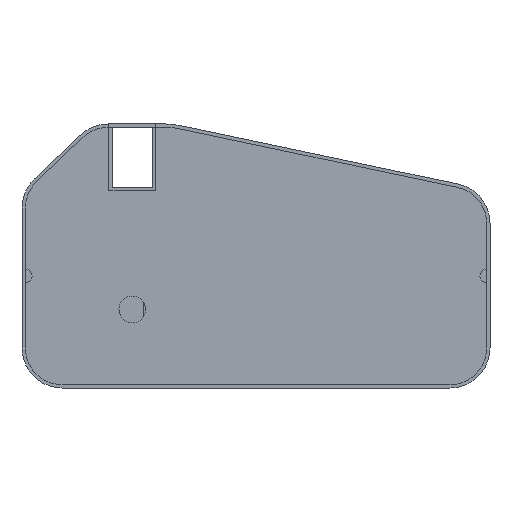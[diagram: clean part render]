
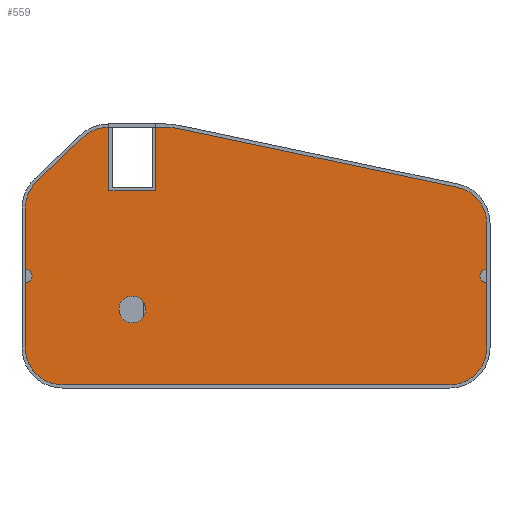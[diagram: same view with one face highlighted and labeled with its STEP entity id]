
A CAD part, front view. The second image highlights one B-rep face of the part: STEP entity #559.
In plain terms, the highlighted planar face has unit normal (0, -1, 0).
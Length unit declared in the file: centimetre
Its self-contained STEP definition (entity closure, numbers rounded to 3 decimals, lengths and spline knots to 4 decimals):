
#528=FACE_BOUND('',#1128,.T.);
#559=ADVANCED_FACE('',(#843,#528),#3993,.T.);
#843=FACE_OUTER_BOUND('',#1127,.T.);
#1127=EDGE_LOOP('',(#1476,#1477,#1478,#1479,#1480,#1481,#1482,#1483,#1484,
#1485,#1486,#1487,#1488,#1489,#1490,#1491));
#1128=EDGE_LOOP('',(#1492,#1493));
#1476=ORIENTED_EDGE('',*,*,#2732,.F.);
#1477=ORIENTED_EDGE('',*,*,#2729,.F.);
#1478=ORIENTED_EDGE('',*,*,#2726,.F.);
#1479=ORIENTED_EDGE('',*,*,#2723,.F.);
#1480=ORIENTED_EDGE('',*,*,#2720,.F.);
#1481=ORIENTED_EDGE('',*,*,#2717,.F.);
#1482=ORIENTED_EDGE('',*,*,#2714,.F.);
#1483=ORIENTED_EDGE('',*,*,#2711,.F.);
#1484=ORIENTED_EDGE('',*,*,#2708,.F.);
#1485=ORIENTED_EDGE('',*,*,#2705,.F.);
#1486=ORIENTED_EDGE('',*,*,#2702,.F.);
#1487=ORIENTED_EDGE('',*,*,#2699,.F.);
#1488=ORIENTED_EDGE('',*,*,#2696,.F.);
#1489=ORIENTED_EDGE('',*,*,#2693,.F.);
#1490=ORIENTED_EDGE('',*,*,#2690,.F.);
#1491=ORIENTED_EDGE('',*,*,#2686,.F.);
#1492=ORIENTED_EDGE('',*,*,#2738,.F.);
#1493=ORIENTED_EDGE('',*,*,#2734,.F.);
#2686=EDGE_CURVE('',#3574,#3575,#3325,.T.);
#2690=EDGE_CURVE('',#3575,#3578,#3329,.T.);
#2693=EDGE_CURVE('',#3578,#3580,#3332,.T.);
#2696=EDGE_CURVE('',#3580,#3582,#3335,.T.);
#2699=EDGE_CURVE('',#3582,#3584,#3338,.T.);
#2702=EDGE_CURVE('',#3584,#3586,#3341,.T.);
#2705=EDGE_CURVE('',#3586,#3588,#3344,.T.);
#2708=EDGE_CURVE('',#3588,#3590,#3347,.T.);
#2711=EDGE_CURVE('',#3590,#3592,#3350,.T.);
#2714=EDGE_CURVE('',#3592,#3594,#3353,.T.);
#2717=EDGE_CURVE('',#3594,#3596,#3356,.T.);
#2720=EDGE_CURVE('',#3596,#3598,#3359,.T.);
#2723=EDGE_CURVE('',#3598,#3600,#3362,.T.);
#2726=EDGE_CURVE('',#3600,#3602,#3365,.T.);
#2729=EDGE_CURVE('',#3602,#3604,#3368,.T.);
#2732=EDGE_CURVE('',#3604,#3574,#3371,.T.);
#2734=EDGE_CURVE('',#3606,#3608,#3373,.T.);
#2738=EDGE_CURVE('',#3608,#3606,#3377,.T.);
#3325=(
BOUNDED_CURVE()
B_SPLINE_CURVE(2,(#4743,#4744,#4745),.UNSPECIFIED.,.F.,.F.)
B_SPLINE_CURVE_WITH_KNOTS((3,3),(0.9,18.),.UNSPECIFIED.)
CURVE()
GEOMETRIC_REPRESENTATION_ITEM()
RATIONAL_B_SPLINE_CURVE((1.,1.,1.))
REPRESENTATION_ITEM('')
);
#3329=(
BOUNDED_CURVE()
B_SPLINE_CURVE(2,(#4753,#4754,#4755),.UNSPECIFIED.,.F.,.F.)
B_SPLINE_CURVE_WITH_KNOTS((3,3),(18.,19.),.UNSPECIFIED.)
CURVE()
GEOMETRIC_REPRESENTATION_ITEM()
RATIONAL_B_SPLINE_CURVE((1.,1.,1.))
REPRESENTATION_ITEM('')
);
#3332=(
BOUNDED_CURVE()
B_SPLINE_CURVE(2,(#4761,#4762,#4763),.UNSPECIFIED.,.F.,.F.)
B_SPLINE_CURVE_WITH_KNOTS((3,3),(19.,19.95),.UNSPECIFIED.)
CURVE()
GEOMETRIC_REPRESENTATION_ITEM()
RATIONAL_B_SPLINE_CURVE((1.,1.,1.))
REPRESENTATION_ITEM('')
);
#3335=(
BOUNDED_CURVE()
B_SPLINE_CURVE(2,(#4769,#4770,#4771),.UNSPECIFIED.,.F.,.F.)
B_SPLINE_CURVE_WITH_KNOTS((3,3),(19.95,22.8676),.UNSPECIFIED.)
CURVE()
GEOMETRIC_REPRESENTATION_ITEM()
RATIONAL_B_SPLINE_CURVE((1.,1.,1.))
REPRESENTATION_ITEM('')
);
#3338=(
BOUNDED_CURVE()
B_SPLINE_CURVE(2,(#4777,#4778,#4779),.UNSPECIFIED.,.F.,.F.)
B_SPLINE_CURVE_WITH_KNOTS((3,3),(22.8676,27.0175),
 .UNSPECIFIED.)
CURVE()
GEOMETRIC_REPRESENTATION_ITEM()
RATIONAL_B_SPLINE_CURVE((1.,0.995,1.))
REPRESENTATION_ITEM('')
);
#3341=(
BOUNDED_CURVE()
B_SPLINE_CURVE(2,(#4785,#4786,#4787),.UNSPECIFIED.,.F.,.F.)
B_SPLINE_CURVE_WITH_KNOTS((3,3),(27.0175,112.2808),
 .UNSPECIFIED.)
CURVE()
GEOMETRIC_REPRESENTATION_ITEM()
RATIONAL_B_SPLINE_CURVE((1.,1.,1.))
REPRESENTATION_ITEM('')
);
#3344=(
BOUNDED_CURVE()
B_SPLINE_CURVE(2,(#4793,#4794,#4795),.UNSPECIFIED.,.F.,.F.)
B_SPLINE_CURVE_WITH_KNOTS((3,3),(112.2808,128.6404),
 .UNSPECIFIED.)
CURVE()
GEOMETRIC_REPRESENTATION_ITEM()
RATIONAL_B_SPLINE_CURVE((1.,0.777,1.))
REPRESENTATION_ITEM('')
);
#3347=(
BOUNDED_CURVE()
B_SPLINE_CURVE(2,(#4801,#4802,#4803),.UNSPECIFIED.,.F.,.F.)
B_SPLINE_CURVE_WITH_KNOTS((3,3),(128.6404,165.9036),
 .UNSPECIFIED.)
CURVE()
GEOMETRIC_REPRESENTATION_ITEM()
RATIONAL_B_SPLINE_CURVE((1.,1.,1.))
REPRESENTATION_ITEM('')
);
#3350=(
BOUNDED_CURVE()
B_SPLINE_CURVE(2,(#4809,#4810,#4811),.UNSPECIFIED.,.F.,.F.)
B_SPLINE_CURVE_WITH_KNOTS((3,3),(165.9036,184.7532),
 .UNSPECIFIED.)
CURVE()
GEOMETRIC_REPRESENTATION_ITEM()
RATIONAL_B_SPLINE_CURVE((1.,0.707,1.))
REPRESENTATION_ITEM('')
);
#3353=(
BOUNDED_CURVE()
B_SPLINE_CURVE(2,(#4817,#4818,#4819),.UNSPECIFIED.,.F.,.F.)
B_SPLINE_CURVE_WITH_KNOTS((3,3),(184.7532,300.7532),
 .UNSPECIFIED.)
CURVE()
GEOMETRIC_REPRESENTATION_ITEM()
RATIONAL_B_SPLINE_CURVE((1.,1.,1.))
REPRESENTATION_ITEM('')
);
#3356=(
BOUNDED_CURVE()
B_SPLINE_CURVE(2,(#4825,#4826,#4827),.UNSPECIFIED.,.F.,.F.)
B_SPLINE_CURVE_WITH_KNOTS((3,3),(300.7532,319.6027),
 .UNSPECIFIED.)
CURVE()
GEOMETRIC_REPRESENTATION_ITEM()
RATIONAL_B_SPLINE_CURVE((1.,0.707,1.))
REPRESENTATION_ITEM('')
);
#3359=(
BOUNDED_CURVE()
B_SPLINE_CURVE(2,(#4833,#4834,#4835),.UNSPECIFIED.,.F.,.F.)
B_SPLINE_CURVE_WITH_KNOTS((3,3),(319.6027,361.4599),
 .UNSPECIFIED.)
CURVE()
GEOMETRIC_REPRESENTATION_ITEM()
RATIONAL_B_SPLINE_CURVE((1.,1.,1.))
REPRESENTATION_ITEM('')
);
#3362=(
BOUNDED_CURVE()
B_SPLINE_CURVE(2,(#4841,#4842,#4843),.UNSPECIFIED.,.F.,.F.)
B_SPLINE_CURVE_WITH_KNOTS((3,3),(361.4599,371.1773),
 .UNSPECIFIED.)
CURVE()
GEOMETRIC_REPRESENTATION_ITEM()
RATIONAL_B_SPLINE_CURVE((1.,0.919,1.))
REPRESENTATION_ITEM('')
);
#3365=(
BOUNDED_CURVE()
B_SPLINE_CURVE(2,(#4849,#4850,#4851),.UNSPECIFIED.,.F.,.F.)
B_SPLINE_CURVE_WITH_KNOTS((3,3),(371.1773,390.2344),
 .UNSPECIFIED.)
CURVE()
GEOMETRIC_REPRESENTATION_ITEM()
RATIONAL_B_SPLINE_CURVE((1.,1.,1.))
REPRESENTATION_ITEM('')
);
#3368=(
BOUNDED_CURVE()
B_SPLINE_CURVE(2,(#4857,#4858,#4859),.UNSPECIFIED.,.F.,.F.)
B_SPLINE_CURVE_WITH_KNOTS((3,3),(390.2344,399.3666),
 .UNSPECIFIED.)
CURVE()
GEOMETRIC_REPRESENTATION_ITEM()
RATIONAL_B_SPLINE_CURVE((1.,0.928,1.))
REPRESENTATION_ITEM('')
);
#3371=(
BOUNDED_CURVE()
B_SPLINE_CURVE(2,(#4865,#4866,#4867),.UNSPECIFIED.,.F.,.F.)
B_SPLINE_CURVE_WITH_KNOTS((3,3),(399.3666,399.5666),
 .UNSPECIFIED.)
CURVE()
GEOMETRIC_REPRESENTATION_ITEM()
RATIONAL_B_SPLINE_CURVE((1.,1.,1.))
REPRESENTATION_ITEM('')
);
#3373=(
BOUNDED_CURVE()
B_SPLINE_CURVE(2,(#4871,#4872,#4873,#4874,#4875),.UNSPECIFIED.,.F.,.F.)
B_SPLINE_CURVE_WITH_KNOTS((3,2,3),(399.5666,405.8498,412.133),
 .UNSPECIFIED.)
CURVE()
GEOMETRIC_REPRESENTATION_ITEM()
RATIONAL_B_SPLINE_CURVE((1.,0.707,1.,0.707,1.))
REPRESENTATION_ITEM('')
);
#3377=(
BOUNDED_CURVE()
B_SPLINE_CURVE(2,(#4885,#4886,#4887,#4888,#4889),.UNSPECIFIED.,.F.,.F.)
B_SPLINE_CURVE_WITH_KNOTS((3,2,3),(412.133,418.4161,424.6993),
 .UNSPECIFIED.)
CURVE()
GEOMETRIC_REPRESENTATION_ITEM()
RATIONAL_B_SPLINE_CURVE((1.,0.707,1.,0.707,1.))
REPRESENTATION_ITEM('')
);
#3574=VERTEX_POINT('',#4707);
#3575=VERTEX_POINT('',#4708);
#3578=VERTEX_POINT('',#4711);
#3580=VERTEX_POINT('',#4713);
#3582=VERTEX_POINT('',#4715);
#3584=VERTEX_POINT('',#4717);
#3586=VERTEX_POINT('',#4719);
#3588=VERTEX_POINT('',#4721);
#3590=VERTEX_POINT('',#4723);
#3592=VERTEX_POINT('',#4725);
#3594=VERTEX_POINT('',#4727);
#3596=VERTEX_POINT('',#4729);
#3598=VERTEX_POINT('',#4731);
#3600=VERTEX_POINT('',#4733);
#3602=VERTEX_POINT('',#4735);
#3604=VERTEX_POINT('',#4737);
#3606=VERTEX_POINT('',#4739);
#3608=VERTEX_POINT('',#4741);
#3993=PLANE('',#4267);
#4267=AXIS2_PLACEMENT_3D('',#4695,#4428,$);
#4428=DIRECTION('',(0.,-1.,0.));
#4695=CARTESIAN_POINT('',(2623.75,66.,130.625));
#4707=CARTESIAN_POINT('',(2666.,66.,121.));
#4708=CARTESIAN_POINT('',(2666.,66.,102.));
#4711=CARTESIAN_POINT('',(2680.,66.,102.));
#4713=CARTESIAN_POINT('',(2680.,66.,121.));
#4715=CARTESIAN_POINT('',(2682.9176,66.,121.));
#4717=CARTESIAN_POINT('',(2686.8318,66.,120.5924));
#4719=CARTESIAN_POINT('',(2770.2661,66.,103.0273));
#4721=CARTESIAN_POINT('',(2779.,66.,92.2633));
#4723=CARTESIAN_POINT('',(2779.,66.,55.));
#4725=CARTESIAN_POINT('',(2768.,66.,44.));
#4727=CARTESIAN_POINT('',(2652.,66.,44.));
#4729=CARTESIAN_POINT('',(2641.,66.,55.));
#4731=CARTESIAN_POINT('',(2641.,66.,96.8571));
#4733=CARTESIAN_POINT('',(2644.4138,66.,104.8227));
#4735=CARTESIAN_POINT('',(2658.2138,66.,117.9655));
#4737=CARTESIAN_POINT('',(2665.8,66.,121.));
#4739=CARTESIAN_POINT('',(2677.,66.,66.5));
#4741=CARTESIAN_POINT('',(2669.,66.,66.5));
#4743=CARTESIAN_POINT('',(2666.,66.,121.));
#4744=CARTESIAN_POINT('',(2666.,66.,111.5));
#4745=CARTESIAN_POINT('',(2666.,66.,102.));
#4753=CARTESIAN_POINT('',(2666.,66.,102.));
#4754=CARTESIAN_POINT('',(2673.,66.,102.));
#4755=CARTESIAN_POINT('',(2680.,66.,102.));
#4761=CARTESIAN_POINT('',(2680.,66.,102.));
#4762=CARTESIAN_POINT('',(2680.,66.,111.5));
#4763=CARTESIAN_POINT('',(2680.,66.,121.));
#4769=CARTESIAN_POINT('',(2680.,66.,121.));
#4770=CARTESIAN_POINT('',(2681.4588,66.,121.));
#4771=CARTESIAN_POINT('',(2682.9176,66.,121.));
#4777=CARTESIAN_POINT('',(2682.9176,66.,121.));
#4778=CARTESIAN_POINT('',(2684.8959,66.,121.));
#4779=CARTESIAN_POINT('',(2686.8318,66.,120.5924));
#4785=CARTESIAN_POINT('',(2686.8318,66.,120.5924));
#4786=CARTESIAN_POINT('',(2728.5489,66.,111.8099));
#4787=CARTESIAN_POINT('',(2770.2661,66.,103.0273));
#4793=CARTESIAN_POINT('',(2770.2661,66.,103.0273));
#4794=CARTESIAN_POINT('',(2779.,66.,101.1886));
#4795=CARTESIAN_POINT('',(2779.,66.,92.2633));
#4801=CARTESIAN_POINT('',(2779.,66.,92.2633));
#4802=CARTESIAN_POINT('',(2779.,66.,73.6316));
#4803=CARTESIAN_POINT('',(2779.,66.,55.));
#4809=CARTESIAN_POINT('',(2779.,66.,55.));
#4810=CARTESIAN_POINT('',(2779.,66.,44.));
#4811=CARTESIAN_POINT('',(2768.,66.,44.));
#4817=CARTESIAN_POINT('',(2768.,66.,44.));
#4818=CARTESIAN_POINT('',(2710.,66.,44.));
#4819=CARTESIAN_POINT('',(2652.,66.,44.));
#4825=CARTESIAN_POINT('',(2652.,66.,44.));
#4826=CARTESIAN_POINT('',(2641.,66.,44.));
#4827=CARTESIAN_POINT('',(2641.,66.,55.));
#4833=CARTESIAN_POINT('',(2641.,66.,55.));
#4834=CARTESIAN_POINT('',(2641.,66.,75.9286));
#4835=CARTESIAN_POINT('',(2641.,66.,96.8571));
#4841=CARTESIAN_POINT('',(2641.,66.,96.8571));
#4842=CARTESIAN_POINT('',(2641.,66.,101.5714));
#4843=CARTESIAN_POINT('',(2644.4138,66.,104.8227));
#4849=CARTESIAN_POINT('',(2644.4138,66.,104.8227));
#4850=CARTESIAN_POINT('',(2651.3138,66.,111.3941));
#4851=CARTESIAN_POINT('',(2658.2138,66.,117.9655));
#4857=CARTESIAN_POINT('',(2658.2138,66.,117.9655));
#4858=CARTESIAN_POINT('',(2661.4,66.,121.));
#4859=CARTESIAN_POINT('',(2665.8,66.,121.));
#4865=CARTESIAN_POINT('',(2665.8,66.,121.));
#4866=CARTESIAN_POINT('',(2665.9,66.,121.));
#4867=CARTESIAN_POINT('',(2666.,66.,121.));
#4871=CARTESIAN_POINT('',(2677.,66.,66.5));
#4872=CARTESIAN_POINT('',(2677.,66.,70.5));
#4873=CARTESIAN_POINT('',(2673.,66.,70.5));
#4874=CARTESIAN_POINT('',(2669.,66.,70.5));
#4875=CARTESIAN_POINT('',(2669.,66.,66.5));
#4885=CARTESIAN_POINT('',(2669.,66.,66.5));
#4886=CARTESIAN_POINT('',(2669.,66.,62.5));
#4887=CARTESIAN_POINT('',(2673.,66.,62.5));
#4888=CARTESIAN_POINT('',(2677.,66.,62.5));
#4889=CARTESIAN_POINT('',(2677.,66.,66.5));
